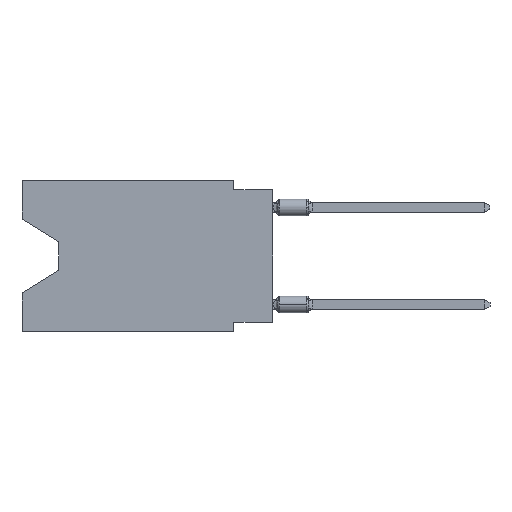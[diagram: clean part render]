
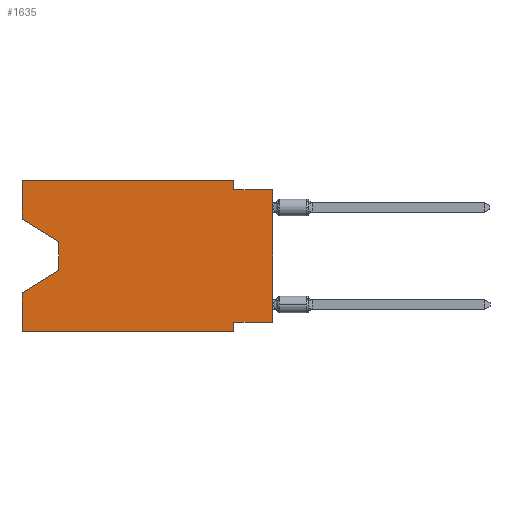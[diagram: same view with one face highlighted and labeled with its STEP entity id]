
A CAD part, left-side view. The second image highlights one B-rep face of the part: STEP entity #1635.
In plain terms, the highlighted planar face has unit normal (-1, 0, 0).
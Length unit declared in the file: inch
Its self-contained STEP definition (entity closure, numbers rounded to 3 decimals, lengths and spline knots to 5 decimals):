
#58 = CARTESIAN_POINT ( 'NONE',  ( 0., 0.55, -0.232 ) ) ;
#323 = CARTESIAN_POINT ( 'NONE',  ( 0., 0.645, 0. ) ) ;
#440 = CARTESIAN_POINT ( 'NONE',  ( 0., 0., -0.365 ) ) ;
#486 = DIRECTION ( 'NONE',  ( 0., -1., 0. ) ) ;
#551 = VERTEX_POINT ( 'NONE', #5057 ) ;
#847 = AXIS2_PLACEMENT_3D ( 'NONE', #12719, #4952, #11399 ) ;
#1052 = DIRECTION ( 'NONE',  ( 0., 0., 1. ) ) ;
#1085 = VECTOR ( 'NONE', #13829, 39.37008 ) ;
#1127 = CARTESIAN_POINT ( 'NONE',  ( 0., 0.1, -0.025 ) ) ;
#1140 = VERTEX_POINT ( 'NONE', #3352 ) ;
#1211 = LINE ( 'NONE', #5646, #5552 ) ;
#1635 = ADVANCED_FACE ( 'NONE', ( #10389 ), #8289, .F. ) ;
#1660 = CARTESIAN_POINT ( 'NONE',  ( 0., 0.55, -0.232 ) ) ;
#1684 = VERTEX_POINT ( 'NONE', #440 ) ;
#2264 = VERTEX_POINT ( 'NONE', #1127 ) ;
#2517 = ORIENTED_EDGE ( 'NONE', *, *, #13385, .T. ) ;
#2579 = VERTEX_POINT ( 'NONE', #4987 ) ;
#2607 = DIRECTION ( 'NONE',  ( 0., 0., 1. ) ) ;
#3120 = VECTOR ( 'NONE', #8916, 39.37008 ) ;
#3352 = CARTESIAN_POINT ( 'NONE',  ( 0., 0.645, -0.39 ) ) ;
#3382 = CARTESIAN_POINT ( 'NONE',  ( 0., 0.645, 0. ) ) ;
#3422 = EDGE_CURVE ( 'NONE', #13637, #2264, #3721, .T. ) ;
#3429 = VECTOR ( 'NONE', #8484, 39.37008 ) ;
#3465 = DIRECTION ( 'NONE',  ( 0., 0., -1. ) ) ;
#3684 = EDGE_CURVE ( 'NONE', #1140, #5463, #9919, .T. ) ;
#3721 = LINE ( 'NONE', #7116, #3776 ) ;
#3776 = VECTOR ( 'NONE', #4804, 39.37008 ) ;
#4132 = LINE ( 'NONE', #6306, #3429 ) ;
#4483 = ORIENTED_EDGE ( 'NONE', *, *, #3684, .F. ) ;
#4551 = VERTEX_POINT ( 'NONE', #11188 ) ;
#4804 = DIRECTION ( 'NONE',  ( 0., 0., -1. ) ) ;
#4826 = DIRECTION ( 'NONE',  ( 0., -1., 0. ) ) ;
#4872 = CARTESIAN_POINT ( 'NONE',  ( 0., 0., -0.025 ) ) ;
#4952 = DIRECTION ( 'NONE',  ( 1., 0., 0. ) ) ;
#4969 = ORIENTED_EDGE ( 'NONE', *, *, #13576, .T. ) ;
#4987 = CARTESIAN_POINT ( 'NONE',  ( 0., 0.1, -0.39 ) ) ;
#5057 = CARTESIAN_POINT ( 'NONE',  ( 0., 0.1, -0.365 ) ) ;
#5280 = CARTESIAN_POINT ( 'NONE',  ( 0., 0.645, -0.10025 ) ) ;
#5439 = LINE ( 'NONE', #58, #3120 ) ;
#5463 = VERTEX_POINT ( 'NONE', #7051 ) ;
#5552 = VECTOR ( 'NONE', #10069, 39.37008 ) ;
#5646 = CARTESIAN_POINT ( 'NONE',  ( 0., 0.645, 0. ) ) ;
#5813 = CARTESIAN_POINT ( 'NONE',  ( 0., 0.645, -0.10025 ) ) ;
#5946 = LINE ( 'NONE', #10498, #6053 ) ;
#5955 = LINE ( 'NONE', #12483, #10355 ) ;
#6053 = VECTOR ( 'NONE', #486, 39.37008 ) ;
#6306 = CARTESIAN_POINT ( 'NONE',  ( 0., 0.55, -0.158 ) ) ;
#6516 = LINE ( 'NONE', #11155, #10385 ) ;
#6671 = VECTOR ( 'NONE', #4826, 39.37008 ) ;
#6969 = CARTESIAN_POINT ( 'NONE',  ( 0., 0., -0.025 ) ) ;
#7038 = DIRECTION ( 'NONE',  ( 0., -0.855, -0.519 ) ) ;
#7051 = CARTESIAN_POINT ( 'NONE',  ( 0., 0.645, -0.28975 ) ) ;
#7116 = CARTESIAN_POINT ( 'NONE',  ( 0., 0.1, 0. ) ) ;
#7298 = ORIENTED_EDGE ( 'NONE', *, *, #11085, .F. ) ;
#7721 = VECTOR ( 'NONE', #1052, 39.37008 ) ;
#7949 = ORIENTED_EDGE ( 'NONE', *, *, #12372, .F. ) ;
#8286 = LINE ( 'NONE', #10386, #1085 ) ;
#8289 = PLANE ( 'NONE',  #847 ) ;
#8429 = EDGE_CURVE ( 'NONE', #1684, #551, #8286, .T. ) ;
#8484 = DIRECTION ( 'NONE',  ( 0., 0., -1. ) ) ;
#8822 = EDGE_CURVE ( 'NONE', #12549, #4551, #9137, .T. ) ;
#8854 = EDGE_CURVE ( 'NONE', #2264, #13500, #12548, .T. ) ;
#8916 = DIRECTION ( 'NONE',  ( 0., 0.855, -0.519 ) ) ;
#8985 = ORIENTED_EDGE ( 'NONE', *, *, #8822, .T. ) ;
#9137 = LINE ( 'NONE', #5813, #14349 ) ;
#9323 = CARTESIAN_POINT ( 'NONE',  ( 0., 0.645, -0.39 ) ) ;
#9568 = CARTESIAN_POINT ( 'NONE',  ( 0., 0.1, 0. ) ) ;
#9675 = VERTEX_POINT ( 'NONE', #1660 ) ;
#9767 = EDGE_CURVE ( 'NONE', #4551, #9675, #4132, .T. ) ;
#9919 = LINE ( 'NONE', #3382, #7721 ) ;
#9954 = EDGE_CURVE ( 'NONE', #551, #2579, #6516, .T. ) ;
#10069 = DIRECTION ( 'NONE',  ( 0., 0., 1. ) ) ;
#10355 = VECTOR ( 'NONE', #2607, 39.37008 ) ;
#10385 = VECTOR ( 'NONE', #3465, 39.37008 ) ;
#10386 = CARTESIAN_POINT ( 'NONE',  ( 0., 0., -0.365 ) ) ;
#10389 = FACE_OUTER_BOUND ( 'NONE', #13356, .T. ) ;
#10498 = CARTESIAN_POINT ( 'NONE',  ( 0., 0.645, 0. ) ) ;
#10667 = ORIENTED_EDGE ( 'NONE', *, *, #3422, .F. ) ;
#10827 = VECTOR ( 'NONE', #13603, 39.37008 ) ;
#11085 = EDGE_CURVE ( 'NONE', #12549, #12723, #1211, .T. ) ;
#11115 = ORIENTED_EDGE ( 'NONE', *, *, #9767, .T. ) ;
#11155 = CARTESIAN_POINT ( 'NONE',  ( 0., 0.1, -0.39 ) ) ;
#11188 = CARTESIAN_POINT ( 'NONE',  ( 0., 0.55, -0.158 ) ) ;
#11262 = LINE ( 'NONE', #9323, #6671 ) ;
#11399 = DIRECTION ( 'NONE',  ( 0., 0., -1. ) ) ;
#12035 = EDGE_CURVE ( 'NONE', #1140, #2579, #11262, .T. ) ;
#12372 = EDGE_CURVE ( 'NONE', #12723, #13637, #5946, .T. ) ;
#12483 = CARTESIAN_POINT ( 'NONE',  ( 0., 0., 0. ) ) ;
#12548 = LINE ( 'NONE', #6969, #10827 ) ;
#12549 = VERTEX_POINT ( 'NONE', #5280 ) ;
#12719 = CARTESIAN_POINT ( 'NONE',  ( 0., 0.645, 0. ) ) ;
#12723 = VERTEX_POINT ( 'NONE', #323 ) ;
#13167 = ORIENTED_EDGE ( 'NONE', *, *, #8854, .F. ) ;
#13349 = ORIENTED_EDGE ( 'NONE', *, *, #8429, .F. ) ;
#13356 = EDGE_LOOP ( 'NONE', ( #8985, #11115, #2517, #4483, #13583, #14007, #13349, #4969, #13167, #10667, #7949, #7298 ) ) ;
#13385 = EDGE_CURVE ( 'NONE', #9675, #5463, #5439, .T. ) ;
#13500 = VERTEX_POINT ( 'NONE', #4872 ) ;
#13576 = EDGE_CURVE ( 'NONE', #1684, #13500, #5955, .T. ) ;
#13583 = ORIENTED_EDGE ( 'NONE', *, *, #12035, .T. ) ;
#13603 = DIRECTION ( 'NONE',  ( 0., -1., 0. ) ) ;
#13637 = VERTEX_POINT ( 'NONE', #9568 ) ;
#13829 = DIRECTION ( 'NONE',  ( 0., 1., 0. ) ) ;
#14007 = ORIENTED_EDGE ( 'NONE', *, *, #9954, .F. ) ;
#14349 = VECTOR ( 'NONE', #7038, 39.37008 ) ;
